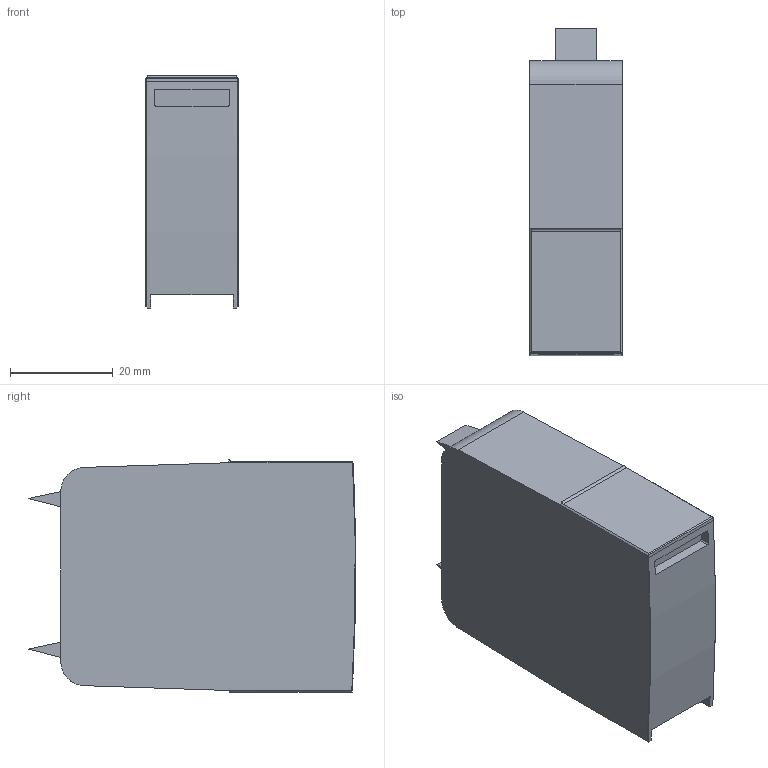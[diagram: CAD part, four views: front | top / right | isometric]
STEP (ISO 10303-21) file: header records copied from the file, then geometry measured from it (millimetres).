
FILE_DESCRIPTION((''),'2;1');
FILE_NAME('NWEGEN_CUSTOMER_1P0_T2','2018-09-04T11:12:44',('Sebastjan.kamensek'),('Audax d.o.o.'),'CREO PARAMETRIC BY PTC INC, 2017260','CREO PARAMETRIC BY PTC INC, 2017260','');
FILE_SCHEMA(('AP242_MANAGED_MODEL_BASED_3D_ENGINEERING_MIM_LF { 1 0 10303 442 1 1 4 }'));
Length unit declared in the file: millimetre
Products named in the file (1): NWEGEN_CUSTOMER_1P0_T2
Bounding box: 18 x 63.55 x 45.23 mm (x, y, z)
Volume: 43104.7 mm3; surface area: 8972.3 mm2
Topology: 1 solids, 1 shells, 52 faces, 135 edges, 87 vertices
Faces by surface type: plane 37, cylinder 7, extrusion 6, cone 2
Entity records: 2118 total; most frequent: CARTESIAN_POINT 478, COLOUR_RGB 331, ORIENTED_EDGE 274, DIRECTION 226, EDGE_CURVE 137, VECTOR 102, LINE 96, VERTEX_POINT 87
